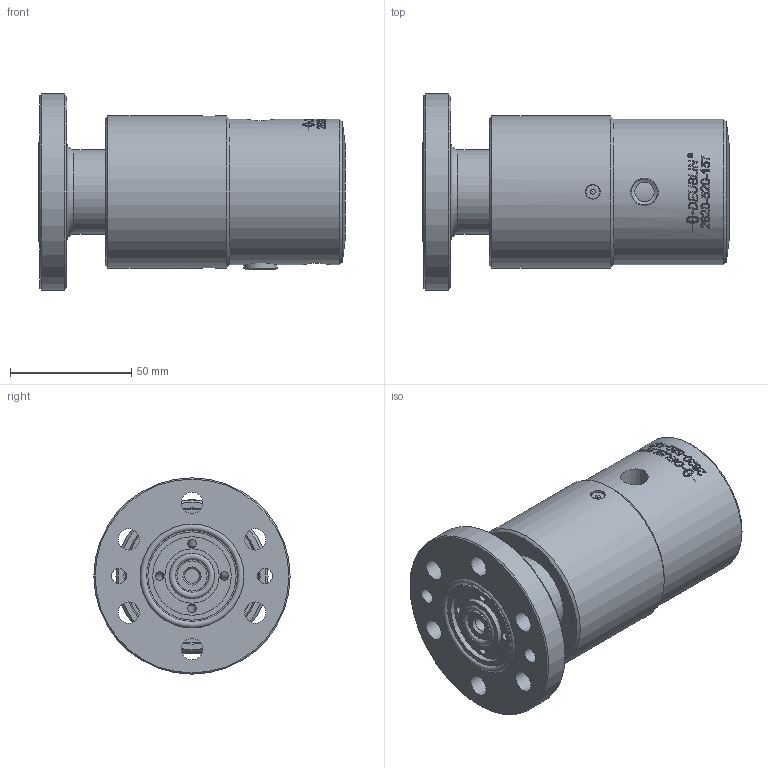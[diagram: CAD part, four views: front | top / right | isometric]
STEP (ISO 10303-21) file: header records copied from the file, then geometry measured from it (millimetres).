
FILE_DESCRIPTION(/* description */ (''),/* implementation_level */ '2;1');
FILE_NAME(/* name */ '2620-520-157-IC.stp',/* time_stamp */ '2020-05-17T17:22:59-05:00',/* author */ ('Moorera'),/* organization */ (''),/* preprocessor_version */ 'ST-DEVELOPER v18.1',/* originating_system */ 'Autodesk Inventor 2020',/* authorisation */ '');
FILE_SCHEMA (('AUTOMOTIVE_DESIGN { 1 0 10303 214 3 1 1 }'));
Products named in the file (1): 2620-520-157-IC
Bounding box: 126.52 x 81 x 81 mm (x, y, z)
Volume: 345892.4 mm3; surface area: 47453.3 mm2
Topology: 3 solids, 4 shells, 489 faces, 1311 edges, 879 vertices
Faces by surface type: bspline 244, plane 133, cylinder 81, cone 24, torus 5, sphere 2
Full cylindrical faces by diameter (mm): 2.5 x2, 3.5 x4, 5.75 x2, 6 x3, 6.4 x2, 8 x3, 8.8 x6, 10.719 x3, 12.4 x1, 18.8 x2, 22.4 x1, 32.4 x1, 35 x1, 36.4 x1, 42.8 x2, 55.1 x1, 57.576 x1, 57.99 x1, 60 x1, 62.8 x1, 81 x1
Entity records: 64855 total; most frequent: CARTESIAN_POINT 53274, ORIENTED_EDGE 2618, DIRECTION 1955, EDGE_CURVE 1309, VERTEX_POINT 879, AXIS2_PLACEMENT_3D 737, EDGE_LOOP 566, FACE_OUTER_BOUND 489
